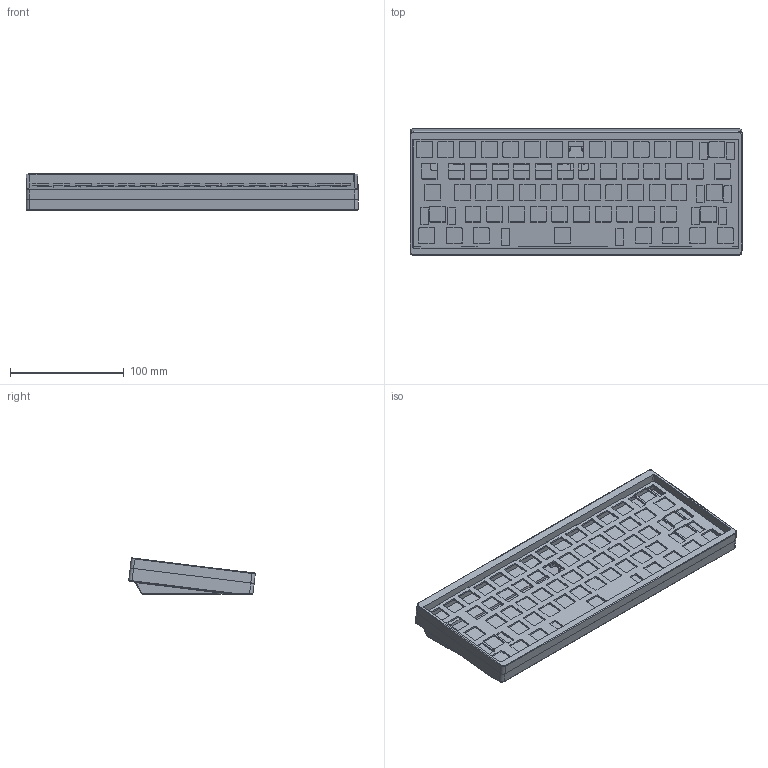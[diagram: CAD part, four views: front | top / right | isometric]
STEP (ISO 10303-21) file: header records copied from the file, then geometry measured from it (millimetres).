
FILE_DESCRIPTION(/* description */ (''),/* implementation_level */ '2;1');
FILE_NAME(/* name */ 'Open60 v6.step',/* time_stamp */ '2024-07-30T13:16:22-07:00',/* author */ (''),/* organization */ (''),/* preprocessor_version */ 'ST-DEVELOPER v20',/* originating_system */ 'Autodesk Translation Framework v13.14.0.145',/* authorisation */ '');
FILE_SCHEMA (('AUTOMOTIVE_DESIGN { 1 0 10303 214 3 1 1 }'));
Length unit declared in the file: millimetre
Products named in the file (1): Open60
Bounding box: 291.7 x 111.29 x 31.67 mm (x, y, z)
Volume: 305065.3 mm3; surface area: 143549.1 mm2
Topology: 3 solids, 3 shells, 1103 faces, 3184 edges, 2100 vertices
Faces by surface type: cylinder 566, plane 491, cone 26, bspline 12, torus 6, sphere 2
Full cylindrical faces by diameter (mm): 2 x16, 3 x8, 3.05 x8, 4 x6
Entity records: 37810 total; most frequent: CARTESIAN_POINT 7442, DIRECTION 6492, ORIENTED_EDGE 6332, EDGE_CURVE 3166, AXIS2_PLACEMENT_3D 2246, VERTEX_POINT 2100, LINE 2000, VECTOR 2000
